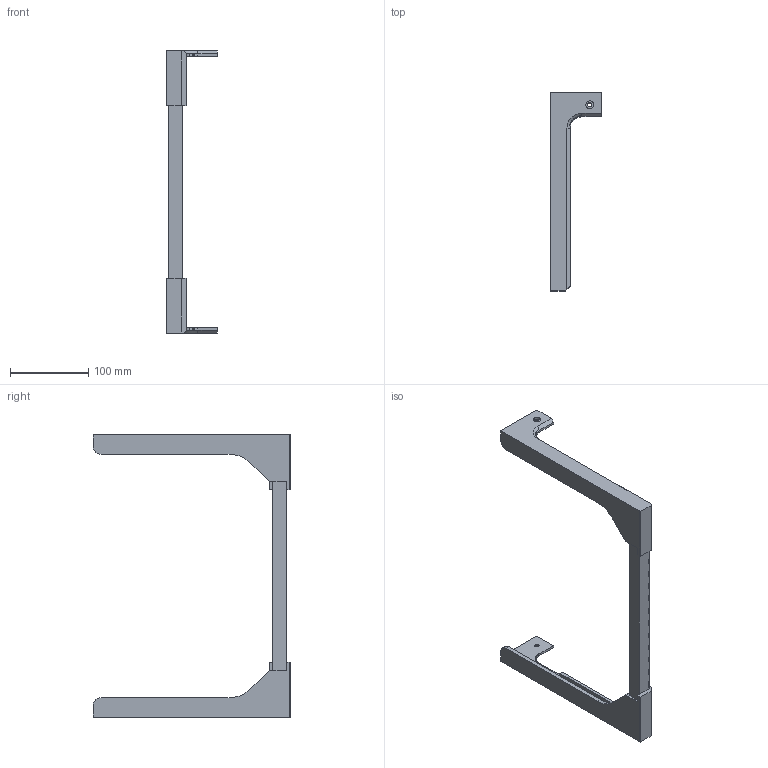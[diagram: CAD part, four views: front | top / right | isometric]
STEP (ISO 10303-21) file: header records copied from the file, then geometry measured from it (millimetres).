
FILE_DESCRIPTION(/* description */ ('STEP AP242','CAx-IF Rec.Pracs.---Representation and Presentation of Product Manufacturing Information (PMI)---4.0---2014-10-13','CAx-IF Rec.Pracs.---3D Tessellated Geometry---0.4---2014-09-14','2;1'),/* implementation_level */ '2;1');
FILE_NAME(/* name */ '633ddcfa3f4c6e0f02ff8810',/* time_stamp */ '2022-10-05T19:39:12+00:00',/* author */ (''),/* organization */ (''),/* preprocessor_version */ 'ST-DEVELOPER v18.102',/* originating_system */ ' ',/* authorisation */ ' ');
FILE_SCHEMA (('AP242_MANAGED_MODEL_BASED_3D_ENGINEERING_MIM_LF { 1 0 10303 442 1 1 4 }'));
Length unit declared in the file: metre
Products named in the file (3): Right Mount; Left Mount; Light_Bar
Bounding box: 65.01 x 252 x 360 mm (x, y, z)
Volume: 216357 mm3; surface area: 108314.9 mm2
Topology: 3 solids, 3 shells, 523 faces, 1655 edges, 1116 vertices
Faces by surface type: plane 322, cylinder 157, bspline 42, cone 2
Full cylindrical faces by diameter (mm): 3.5 x2, 4.7 x2, 10 x2
Entity records: 19303 total; most frequent: CARTESIAN_POINT 4832, ORIENTED_EDGE 3294, DIRECTION 2584, EDGE_CURVE 1647, VERTEX_POINT 1114, LINE 1048, VECTOR 1048, AXIS2_PLACEMENT_3D 768
